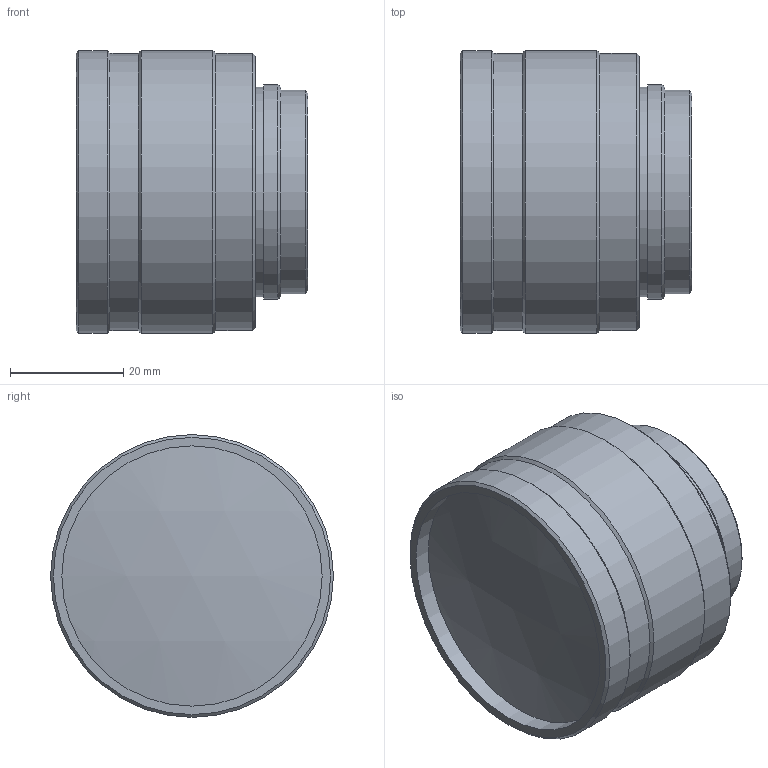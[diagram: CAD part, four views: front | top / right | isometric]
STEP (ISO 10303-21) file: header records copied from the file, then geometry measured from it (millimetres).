
FILE_DESCRIPTION (( 'STEP AP203' ), '1' );
FILE_NAME ('693051T.STEP', '2025-12-22T03:33:56', ( 'Windows User' ), ( 'P R C' ), 'SwSTEP 2.0', 'SolidWorks 2020', '' );
FILE_SCHEMA (( 'CONFIG_CONTROL_DESIGN' ));
Length unit declared in the file: millimetre
Products named in the file (1): 693051T
Bounding box: 41 x 50 x 50 mm (x, y, z)
Volume: 66354.4 mm3; surface area: 10576.8 mm2
Topology: 1 solids, 1 shells, 23 faces, 38 edges, 22 vertices
Faces by surface type: cylinder 9, cone 7, plane 5, sphere 2
Full cylindrical faces by diameter (mm): 32 x1, 36 x1, 37 x1, 38 x1, 46 x1, 49 x2, 50 x2
Entity records: 531 total; most frequent: DIRECTION 92, CARTESIAN_POINT 68, AXIS2_PLACEMENT_3D 46, ORIENTED_EDGE 44, EDGE_LOOP 44, FACE_OUTER_BOUND 32, ADVANCED_FACE 23, EDGE_CURVE 22
